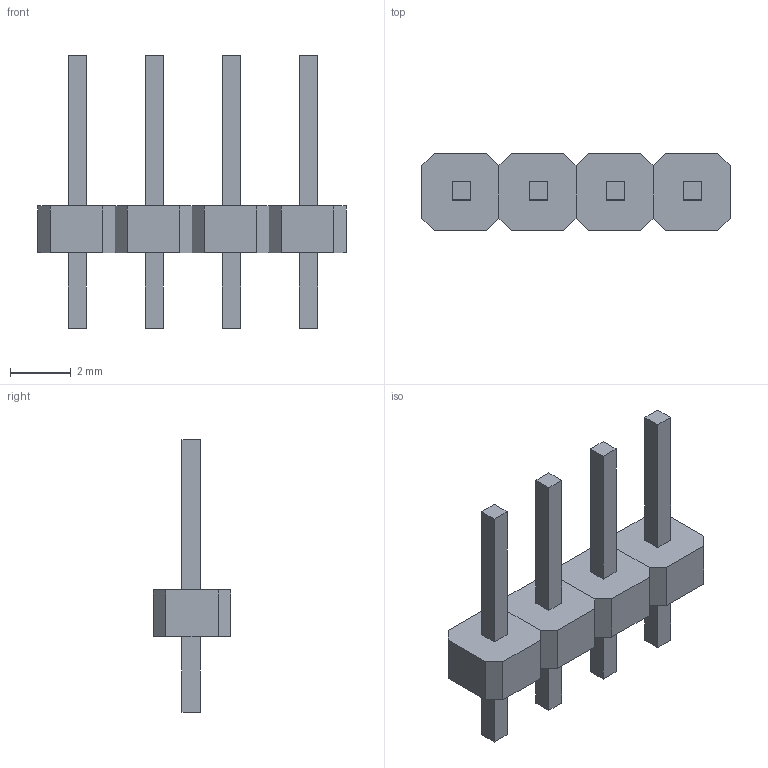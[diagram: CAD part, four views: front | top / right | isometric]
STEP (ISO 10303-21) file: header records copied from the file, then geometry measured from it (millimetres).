
FILE_DESCRIPTION(('FreeCAD Model'),'2;1');
FILE_NAME('Open CASCADE Shape Model','2024-07-13T14:39:35',('Author'),( ''),'Open CASCADE STEP processor 7.6','FreeCAD','Unknown');
FILE_SCHEMA(('AUTOMOTIVE_DESIGN { 1 0 10303 214 1 1 1 1 }'));
Length unit declared in the file: millimetre
Products named in the file (2): Unnamed; Fusion
Assembly tree (4 placements, depth 2):
  Unnamed
    Fusion  x4
Bounding box: 10.16 x 2.54 x 9 mm (x, y, z)
Volume: 48.5 mm3; surface area: 177.5 mm2
Topology: 4 solids, 4 shells, 80 faces, 192 edges, 128 vertices
Faces by surface type: plane 80
Entity records: 671 total; most frequent: CARTESIAN_POINT 105, DIRECTION 98, ORIENTED_EDGE 96, EDGE_CURVE 48, LINE 48, VECTOR 48, VERTEX_POINT 32, AXIS2_PLACEMENT_3D 25
